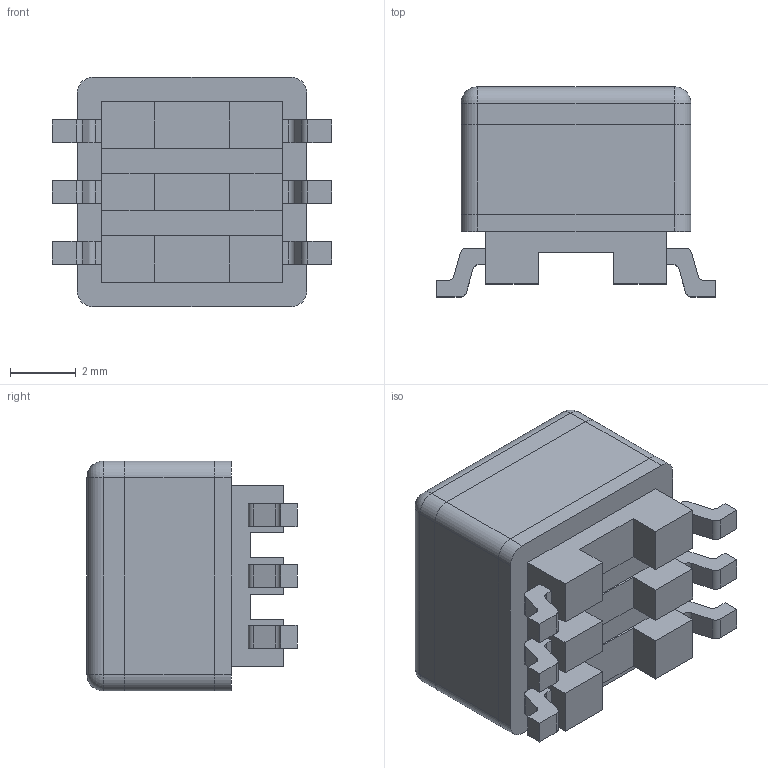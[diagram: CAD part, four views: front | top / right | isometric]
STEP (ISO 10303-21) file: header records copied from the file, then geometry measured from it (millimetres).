
FILE_DESCRIPTION (( 'STEP AP214' ), '1' );
FILE_NAME ('760301105.STEP', '2022-09-14T12:57:22', ( '' ), ( '' ), 'SwSTEP 2.0', 'SolidWorks 2018', '' );
FILE_SCHEMA (( 'AUTOMOTIVE_DESIGN' ));
Length unit declared in the file: millimetre
Products named in the file (1): 760301105
Bounding box: 8.5 x 6.4 x 7 mm (x, y, z)
Volume: 249 mm3; surface area: 352 mm2
Topology: 2 solids, 2 shells, 138 faces, 360 edges, 228 vertices
Faces by surface type: plane 94, cylinder 40, sphere 4
Entity records: 5137 total; most frequent: CARTESIAN_POINT 723, ORIENTED_EDGE 712, DIRECTION 706, EDGE_CURVE 356, LINE 284, VECTOR 284, VERTEX_POINT 228, AXIS2_PLACEMENT_3D 211
